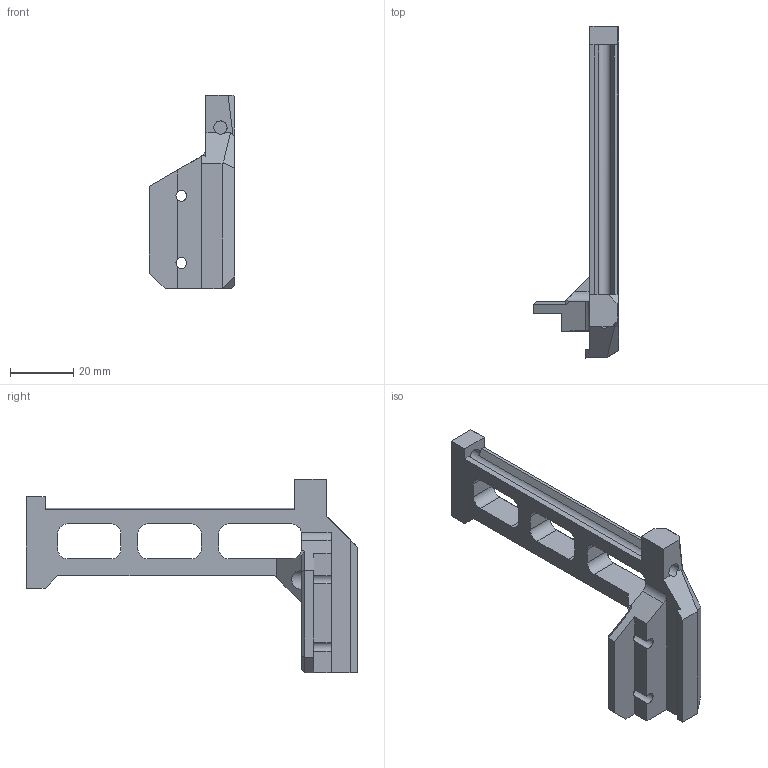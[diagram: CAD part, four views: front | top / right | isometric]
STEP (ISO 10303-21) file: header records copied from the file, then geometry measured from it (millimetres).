
FILE_DESCRIPTION(/* description */ (''),/* implementation_level */ '2;1');
FILE_NAME(/* name */ 'SpoolHolder.step',/* time_stamp */ '2025-12-31T11:47:04-05:00',/* author */ (''),/* organization */ (''),/* preprocessor_version */ 'ST-DEVELOPER v20.1',/* originating_system */ 'Autodesk Translation Framework v14.21.0.0',/* authorisation */ '');
FILE_SCHEMA (('AUTOMOTIVE_DESIGN { 1 0 10303 214 3 1 1 }'));
Length unit declared in the file: millimetre
Products named in the file (1): SpoolHolder
Bounding box: 27 x 105 x 61.4 mm (x, y, z)
Volume: 22523.7 mm3; surface area: 10853.7 mm2
Topology: 1 solids, 1 shells, 112 faces, 311 edges, 195 vertices
Faces by surface type: plane 78, cylinder 20, cone 14
Full cylindrical faces by diameter (mm): 3.4 x2, 4.2 x1, 6 x2
Entity records: 3589 total; most frequent: CARTESIAN_POINT 628, ORIENTED_EDGE 622, DIRECTION 601, EDGE_CURVE 311, LINE 241, VECTOR 241, VERTEX_POINT 195, AXIS2_PLACEMENT_3D 180
